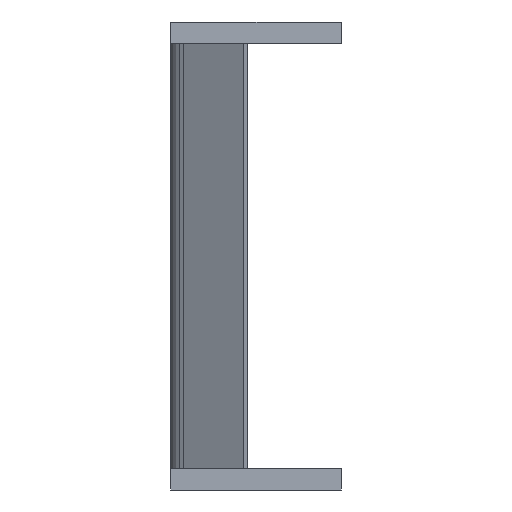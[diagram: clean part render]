
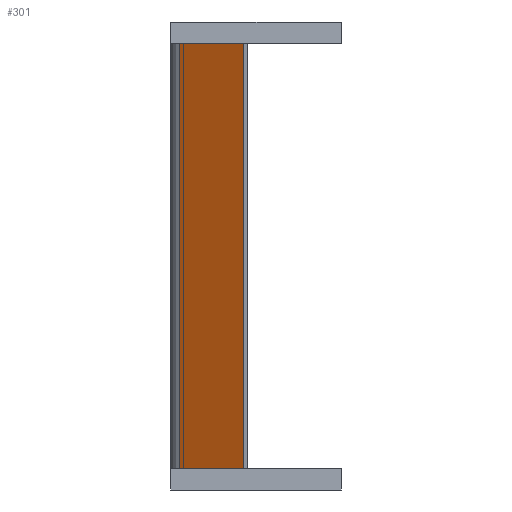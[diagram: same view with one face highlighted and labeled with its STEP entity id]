
A CAD part, left-side view. The second image highlights one B-rep face of the part: STEP entity #301.
In plain terms, the highlighted planar face has unit normal (-0.866, 0.5, 0).
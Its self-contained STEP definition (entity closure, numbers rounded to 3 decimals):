
#4 = EDGE_CURVE ( 'NONE', #122, #148, #284, .T. ) ;
#11 = EDGE_CURVE ( 'NONE', #648, #186, #823, .T. ) ;
#55 = DIRECTION ( 'NONE',  ( 0., 0., 1. ) ) ;
#77 = DIRECTION ( 'NONE',  ( 0.5, 0.866, 0. ) ) ;
#122 = VERTEX_POINT ( 'NONE', #603 ) ;
#148 = VERTEX_POINT ( 'NONE', #709 ) ;
#186 = VERTEX_POINT ( 'NONE', #492 ) ;
#213 = CARTESIAN_POINT ( 'NONE',  ( -28., -17., -100. ) ) ;
#224 = VECTOR ( 'NONE', #55, 1000. ) ;
#243 = DIRECTION ( 'NONE',  ( 0.5, 0.866, 0. ) ) ;
#258 = DIRECTION ( 'NONE',  ( 0.5, 0.866, 0. ) ) ;
#260 = VECTOR ( 'NONE', #77, 1000. ) ;
#284 = LINE ( 'NONE', #590, #260 ) ;
#301 = ADVANCED_FACE ( 'NONE', ( #309 ), #332, .F. ) ;
#309 = FACE_OUTER_BOUND ( 'NONE', #884, .T. ) ;
#311 = ORIENTED_EDGE ( 'NONE', *, *, #632, .F. ) ;
#332 = PLANE ( 'NONE',  #827 ) ;
#382 = CARTESIAN_POINT ( 'NONE',  ( -18.762, -1., -100. ) ) ;
#389 = LINE ( 'NONE', #894, #224 ) ;
#415 = VECTOR ( 'NONE', #711, 1000. ) ;
#492 = CARTESIAN_POINT ( 'NONE',  ( -19.34, -2., -100. ) ) ;
#495 = ORIENTED_EDGE ( 'NONE', *, *, #582, .T. ) ;
#532 = CARTESIAN_POINT ( 'NONE',  ( -18.762, -1., -100. ) ) ;
#582 = EDGE_CURVE ( 'NONE', #648, #122, #595, .T. ) ;
#590 = CARTESIAN_POINT ( 'NONE',  ( -18.762, -1., 0. ) ) ;
#595 = LINE ( 'NONE', #213, #415 ) ;
#603 = CARTESIAN_POINT ( 'NONE',  ( -28., -17., 0. ) ) ;
#632 = EDGE_CURVE ( 'NONE', #186, #148, #389, .T. ) ;
#635 = ORIENTED_EDGE ( 'NONE', *, *, #4, .T. ) ;
#644 = CARTESIAN_POINT ( 'NONE',  ( -28., -17., -100. ) ) ;
#648 = VERTEX_POINT ( 'NONE', #644 ) ;
#684 = DIRECTION ( 'NONE',  ( 0.866, -0.5, 0. ) ) ;
#709 = CARTESIAN_POINT ( 'NONE',  ( -19.34, -2., 0. ) ) ;
#711 = DIRECTION ( 'NONE',  ( 0., 0., 1. ) ) ;
#793 = ORIENTED_EDGE ( 'NONE', *, *, #11, .F. ) ;
#805 = VECTOR ( 'NONE', #243, 1000. ) ;
#823 = LINE ( 'NONE', #382, #805 ) ;
#827 = AXIS2_PLACEMENT_3D ( 'NONE', #532, #684, #258 ) ;
#884 = EDGE_LOOP ( 'NONE', ( #635, #311, #793, #495 ) ) ;
#894 = CARTESIAN_POINT ( 'NONE',  ( -19.34, -2., -100. ) ) ;
